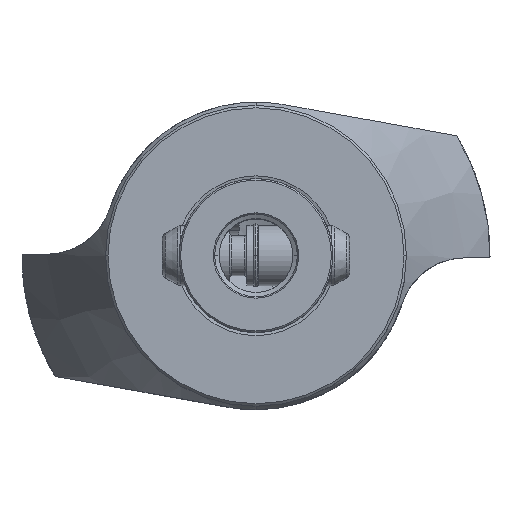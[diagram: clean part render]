
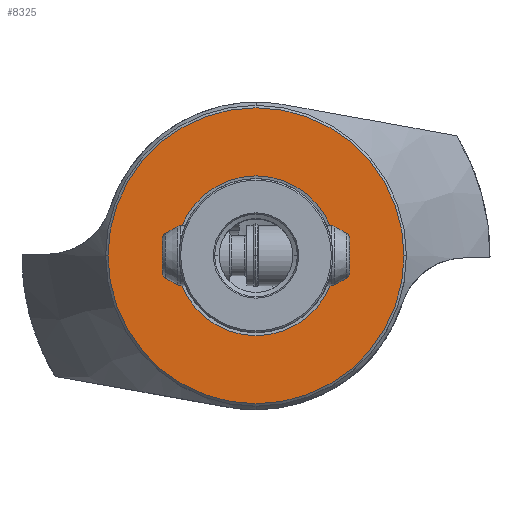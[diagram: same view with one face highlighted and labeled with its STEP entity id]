
A CAD part, top view. The second image highlights one B-rep face of the part: STEP entity #8325.
In plain terms, the highlighted planar face has unit normal (0, 0, 1).
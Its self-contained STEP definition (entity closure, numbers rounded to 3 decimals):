
#4503=EDGE_CURVE('NONE',#12621,#9351,#13095,.F.);
#7503=VERTEX_POINT('NONE',#16386);
#7693=VERTEX_POINT('NONE',#16595);
#8325=ADVANCED_FACE('NONE',(#17305,#17306),#17307,.T.);
#9351=VERTEX_POINT('NONE',#18453);
#9597=EDGE_CURVE('NONE',#7693,#7503,#18732,.F.);
#10169=EDGE_CURVE('NONE',#9351,#12621,#19359,.T.);
#12509=EDGE_CURVE('NONE',#7503,#7693,#21935,.F.);
#12621=VERTEX_POINT('NONE',#22052);
#13095=CIRCLE('',#22755,44.275);
#16386=CARTESIAN_POINT('',(23.899,0.,0.0));
#16595=CARTESIAN_POINT('',(-23.899,0.,0.0));
#17305=FACE_OUTER_BOUND('',#53644,.T.);
#17306=FACE_BOUND('',#53645,.T.);
#17307=PLANE('',#53646);
#18453=CARTESIAN_POINT('',(-44.275,0.,0.0));
#18732=CIRCLE('',#64290,23.899);
#19359=CIRCLE('',#66159,44.275);
#21935=CIRCLE('',#78921,23.899);
#22052=CARTESIAN_POINT('',(44.275,0.,0.0));
#22755=AXIS2_PLACEMENT_3D('',#85175,#85176,#85177);
#53644=EDGE_LOOP('',(#89575,#89576));
#53645=EDGE_LOOP('',(#89577,#89578));
#53646=AXIS2_PLACEMENT_3D('',#89579,#89580,#89581);
#64290=AXIS2_PLACEMENT_3D('',#91213,#91214,#91215);
#66159=AXIS2_PLACEMENT_3D('',#91851,#91852,#91853);
#78921=AXIS2_PLACEMENT_3D('',#94510,#94511,#94512);
#85175=CARTESIAN_POINT('',(0.,0.,0.0));
#85176=DIRECTION('',(0.0,0.0,-1.0));
#85177=DIRECTION('',(-1.0,0.,0.0));
#89575=ORIENTED_EDGE('',*,*,#10169,.T.);
#89576=ORIENTED_EDGE('',*,*,#4503,.T.);
#89577=ORIENTED_EDGE('',*,*,#12509,.F.);
#89578=ORIENTED_EDGE('',*,*,#9597,.F.);
#89579=CARTESIAN_POINT('',(0.0,-23.0,0.0));
#89580=DIRECTION('',(0.0,0.0,1.0));
#89581=DIRECTION('',(0.0,-1.0,0.0));
#91213=CARTESIAN_POINT('',(0.,0.,0.0));
#91214=DIRECTION('',(0.0,0.0,-1.0));
#91215=DIRECTION('',(1.0,0.,0.0));
#91851=CARTESIAN_POINT('',(0.,0.,0.0));
#91852=DIRECTION('',(0.0,0.0,1.0));
#91853=DIRECTION('',(-1.0,0.,0.0));
#94510=CARTESIAN_POINT('',(0.,0.,0.0));
#94511=DIRECTION('',(0.0,0.0,-1.0));
#94512=DIRECTION('',(1.0,0.,0.0));
